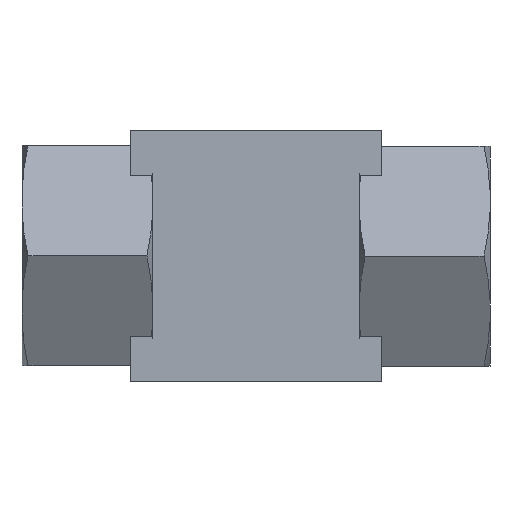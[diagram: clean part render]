
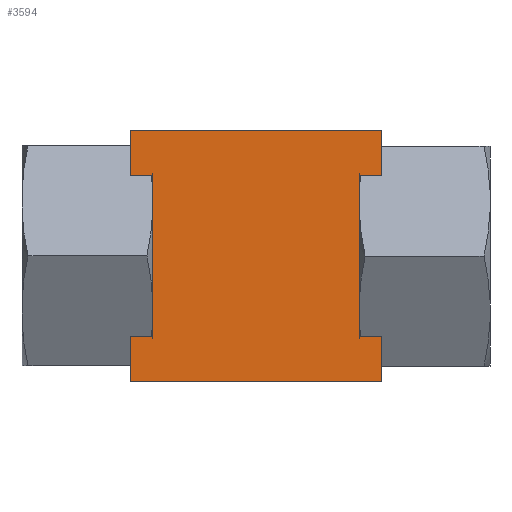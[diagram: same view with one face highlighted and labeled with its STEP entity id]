
A CAD part, front view. The second image highlights one B-rep face of the part: STEP entity #3594.
In plain terms, the highlighted planar face has unit normal (0, -1, 0).
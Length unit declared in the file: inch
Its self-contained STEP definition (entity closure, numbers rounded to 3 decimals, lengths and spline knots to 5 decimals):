
#2727=CARTESIAN_POINT('',(-0.5,-0.75,0.5));
#2728=VERTEX_POINT('',#2727);
#2735=CARTESIAN_POINT('',(0.5,-0.75,0.5));
#2736=VERTEX_POINT('',#2735);
#2737=CARTESIAN_POINT('',(0.5,-0.75,0.5));
#2738=DIRECTION('',(-1.0,0.0,0.0));
#2739=VECTOR('',#2738,1.0);
#2740=LINE('',#2737,#2739);
#2741=EDGE_CURVE('',#2736,#2728,#2740,.T.);
#3391=CARTESIAN_POINT('',(-0.41,-0.75,-0.32007));
#3392=VERTEX_POINT('',#3391);
#3400=CARTESIAN_POINT('',(-0.41,-0.75,0.32077));
#3401=VERTEX_POINT('',#3400);
#3402=CARTESIAN_POINT('',(-0.41,-0.75,0.32077));
#3403=DIRECTION('',(0.0,0.0,-1.0));
#3404=VECTOR('',#3403,0.64084);
#3405=LINE('',#3402,#3404);
#3406=EDGE_CURVE('',#3401,#3392,#3405,.T.);
#3446=CARTESIAN_POINT('',(-0.5,-0.75,-0.32007));
#3447=VERTEX_POINT('',#3446);
#3448=CARTESIAN_POINT('',(-0.41,-0.75,-0.32007));
#3449=DIRECTION('',(-1.0,0.0,0.0));
#3450=VECTOR('',#3449,0.09);
#3451=LINE('',#3448,#3450);
#3452=EDGE_CURVE('',#3392,#3447,#3451,.T.);
#3505=CARTESIAN_POINT('',(-0.5,-0.75,0.32077));
#3506=VERTEX_POINT('',#3505);
#3507=CARTESIAN_POINT('',(-0.5,-0.75,0.32077));
#3508=DIRECTION('',(1.0,0.0,0.0));
#3509=VECTOR('',#3508,0.09);
#3510=LINE('',#3507,#3509);
#3511=EDGE_CURVE('',#3506,#3401,#3510,.T.);
#3523=CARTESIAN_POINT('',(0.5,-0.75,0.0));
#3524=DIRECTION('',(0.0,-1.0,0.0));
#3525=DIRECTION('',(0.0,0.0,-1.0));
#3526=AXIS2_PLACEMENT_3D('',#3523,#3524,#3525);
#3527=PLANE('',#3526);
#3528=ORIENTED_EDGE('',*,*,#3511,.T.);
#3529=ORIENTED_EDGE('',*,*,#3406,.T.);
#3530=ORIENTED_EDGE('',*,*,#3452,.T.);
#3531=CARTESIAN_POINT('',(-0.5,-0.75,-0.5));
#3532=VERTEX_POINT('',#3531);
#3533=CARTESIAN_POINT('',(-0.5,-0.75,-0.32007));
#3534=DIRECTION('',(0.0,0.0,-1.0));
#3535=VECTOR('',#3534,0.17993);
#3536=LINE('',#3533,#3535);
#3537=EDGE_CURVE('',#3447,#3532,#3536,.T.);
#3538=ORIENTED_EDGE('',*,*,#3537,.T.);
#3539=CARTESIAN_POINT('',(0.5,-0.75,-0.5));
#3540=VERTEX_POINT('',#3539);
#3541=CARTESIAN_POINT('',(-0.5,-0.75,-0.5));
#3542=DIRECTION('',(1.0,0.0,0.0));
#3543=VECTOR('',#3542,1.0);
#3544=LINE('',#3541,#3543);
#3545=EDGE_CURVE('',#3532,#3540,#3544,.T.);
#3546=ORIENTED_EDGE('',*,*,#3545,.T.);
#3547=CARTESIAN_POINT('',(0.5,-0.75,-0.32177));
#3548=VERTEX_POINT('',#3547);
#3549=CARTESIAN_POINT('',(0.5,-0.75,-0.32177));
#3550=DIRECTION('',(0.0,0.0,-1.0));
#3551=VECTOR('',#3550,0.17823);
#3552=LINE('',#3549,#3551);
#3553=EDGE_CURVE('',#3548,#3540,#3552,.T.);
#3554=ORIENTED_EDGE('',*,*,#3553,.F.);
#3555=CARTESIAN_POINT('',(0.41,-0.75,-0.32177));
#3556=VERTEX_POINT('',#3555);
#3557=CARTESIAN_POINT('',(0.5,-0.75,-0.32177));
#3558=DIRECTION('',(-1.0,0.0,0.0));
#3559=VECTOR('',#3558,0.09);
#3560=LINE('',#3557,#3559);
#3561=EDGE_CURVE('',#3548,#3556,#3560,.T.);
#3562=ORIENTED_EDGE('',*,*,#3561,.T.);
#3563=CARTESIAN_POINT('',(0.41,-0.75,0.32109));
#3564=VERTEX_POINT('',#3563);
#3565=CARTESIAN_POINT('',(0.41,-0.75,-0.32177));
#3566=DIRECTION('',(0.0,0.0,1.0));
#3567=VECTOR('',#3566,0.64287);
#3568=LINE('',#3565,#3567);
#3569=EDGE_CURVE('',#3556,#3564,#3568,.T.);
#3570=ORIENTED_EDGE('',*,*,#3569,.T.);
#3571=CARTESIAN_POINT('',(0.5,-0.75,0.32109));
#3572=VERTEX_POINT('',#3571);
#3573=CARTESIAN_POINT('',(0.41,-0.75,0.32109));
#3574=DIRECTION('',(1.0,0.0,0.0));
#3575=VECTOR('',#3574,0.09);
#3576=LINE('',#3573,#3575);
#3577=EDGE_CURVE('',#3564,#3572,#3576,.T.);
#3578=ORIENTED_EDGE('',*,*,#3577,.T.);
#3579=CARTESIAN_POINT('',(0.5,-0.75,0.5));
#3580=DIRECTION('',(0.0,0.0,-1.0));
#3581=VECTOR('',#3580,0.17891);
#3582=LINE('',#3579,#3581);
#3583=EDGE_CURVE('',#2736,#3572,#3582,.T.);
#3584=ORIENTED_EDGE('',*,*,#3583,.F.);
#3585=ORIENTED_EDGE('',*,*,#2741,.T.);
#3586=CARTESIAN_POINT('',(-0.5,-0.75,0.5));
#3587=DIRECTION('',(0.0,0.0,-1.0));
#3588=VECTOR('',#3587,0.17923);
#3589=LINE('',#3586,#3588);
#3590=EDGE_CURVE('',#2728,#3506,#3589,.T.);
#3591=ORIENTED_EDGE('',*,*,#3590,.T.);
#3592=EDGE_LOOP('',(#3528,#3529,#3530,#3538,#3546,#3554,#3562,#3570,#3578,#3584,#3585,#3591));
#3593=FACE_OUTER_BOUND('',#3592,.T.);
#3594=ADVANCED_FACE('',(#3593),#3527,.T.);
